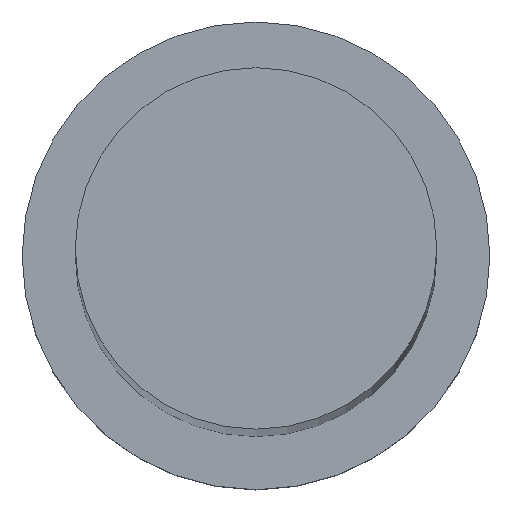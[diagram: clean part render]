
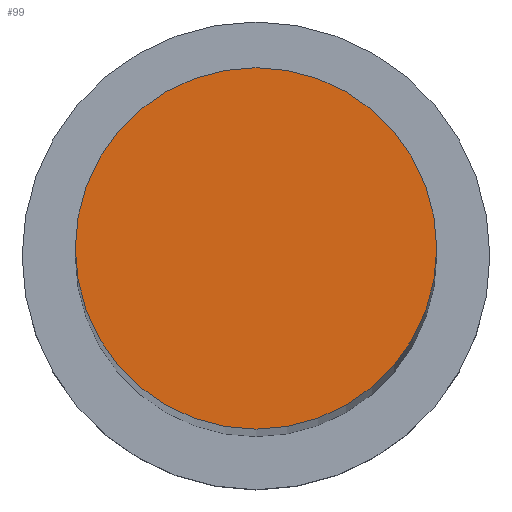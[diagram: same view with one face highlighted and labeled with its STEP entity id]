
A CAD part, top view. The second image highlights one B-rep face of the part: STEP entity #99.
In plain terms, the highlighted planar face has unit normal (0, 0, 1).
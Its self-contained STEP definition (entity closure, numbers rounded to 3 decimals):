
#7 = ORIENTED_EDGE ( 'NONE', *, *, #121, .T. ) ;
#15 = CARTESIAN_POINT ( 'NONE',  ( 0., 0., 207. ) ) ;
#36 = CARTESIAN_POINT ( 'NONE',  ( 8.5, 0., 207. ) ) ;
#39 = EDGE_LOOP ( 'NONE', ( #7, #142 ) ) ;
#45 = CARTESIAN_POINT ( 'NONE',  ( 0., 0., 207. ) ) ;
#64 = DIRECTION ( 'NONE',  ( 0., 0., 1. ) ) ;
#66 = PLANE ( 'NONE',  #163 ) ;
#70 = EDGE_CURVE ( 'NONE', #146, #144, #103, .T. ) ;
#85 = AXIS2_PLACEMENT_3D ( 'NONE', #15, #233, #180 ) ;
#99 = ADVANCED_FACE ( 'NONE', ( #134 ), #66, .T. ) ;
#103 = CIRCLE ( 'NONE', #139, 8.5 ) ;
#121 = EDGE_CURVE ( 'NONE', #144, #146, #190, .T. ) ;
#134 = FACE_OUTER_BOUND ( 'NONE', #39, .T. ) ;
#139 = AXIS2_PLACEMENT_3D ( 'NONE', #238, #64, #152 ) ;
#142 = ORIENTED_EDGE ( 'NONE', *, *, #70, .T. ) ;
#144 = VERTEX_POINT ( 'NONE', #162 ) ;
#146 = VERTEX_POINT ( 'NONE', #36 ) ;
#151 = DIRECTION ( 'NONE',  ( 1., 0., 0. ) ) ;
#152 = DIRECTION ( 'NONE',  ( 1., 0., 0. ) ) ;
#162 = CARTESIAN_POINT ( 'NONE',  ( -8.5, 0., 207. ) ) ;
#163 = AXIS2_PLACEMENT_3D ( 'NONE', #45, #199, #151 ) ;
#180 = DIRECTION ( 'NONE',  ( 1., 0., 0. ) ) ;
#190 = CIRCLE ( 'NONE', #85, 8.5 ) ;
#199 = DIRECTION ( 'NONE',  ( 0., 0., 1. ) ) ;
#233 = DIRECTION ( 'NONE',  ( 0., 0., 1. ) ) ;
#238 = CARTESIAN_POINT ( 'NONE',  ( 0., 0., 207. ) ) ;
